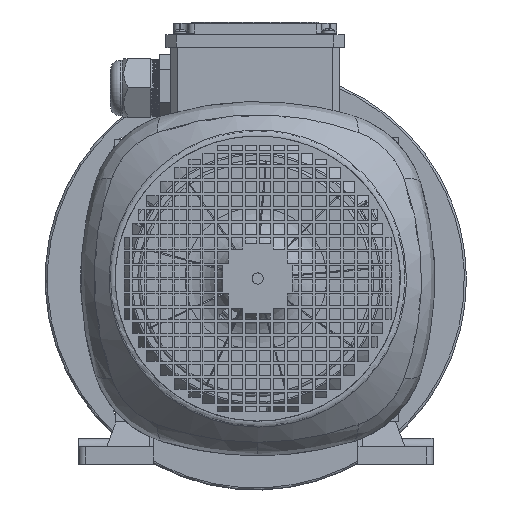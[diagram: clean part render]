
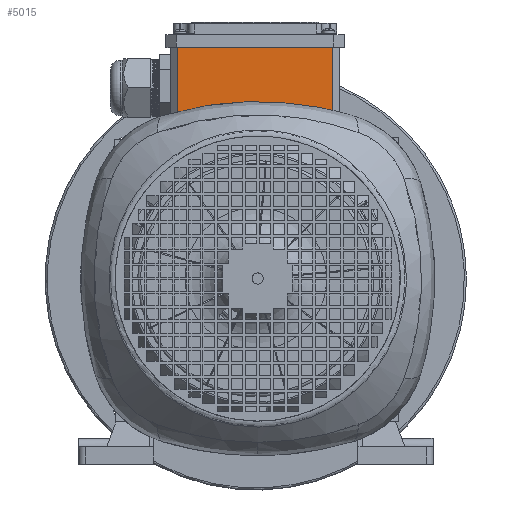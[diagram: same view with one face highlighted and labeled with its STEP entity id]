
A CAD part, top view. The second image highlights one B-rep face of the part: STEP entity #5015.
In plain terms, the highlighted planar face has unit normal (0, 0, 1).
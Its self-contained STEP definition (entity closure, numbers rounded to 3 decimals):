
#5015=ADVANCED_FACE('',(#12434),#8999,.T.);
#8999=PLANE('',#83634);
#12434=FACE_OUTER_BOUND('',#17104,.T.);
#17104=EDGE_LOOP('',(#30238,#30239,#30240,#30241,#30242,#30243,#30244,#30245,
#30246,#30247,#30248,#30249,#30250,#30251,#30252,#30253,#30254,#30255));
#30238=ORIENTED_EDGE('',*,*,#60223,.F.);
#30239=ORIENTED_EDGE('',*,*,#61063,.F.);
#30240=ORIENTED_EDGE('',*,*,#60247,.F.);
#30241=ORIENTED_EDGE('',*,*,#61064,.T.);
#30242=ORIENTED_EDGE('',*,*,#60323,.F.);
#30243=ORIENTED_EDGE('',*,*,#61065,.T.);
#30244=ORIENTED_EDGE('',*,*,#60340,.F.);
#30245=ORIENTED_EDGE('',*,*,#61066,.T.);
#30246=ORIENTED_EDGE('',*,*,#60363,.F.);
#30247=ORIENTED_EDGE('',*,*,#61067,.T.);
#30248=ORIENTED_EDGE('',*,*,#61068,.T.);
#30249=ORIENTED_EDGE('',*,*,#61069,.T.);
#30250=ORIENTED_EDGE('',*,*,#60390,.F.);
#30251=ORIENTED_EDGE('',*,*,#61070,.T.);
#30252=ORIENTED_EDGE('',*,*,#60420,.F.);
#30253=ORIENTED_EDGE('',*,*,#61071,.T.);
#30254=ORIENTED_EDGE('',*,*,#60440,.F.);
#30255=ORIENTED_EDGE('',*,*,#61054,.F.);
#49554=VERTEX_POINT('',#111007);
#49559=VERTEX_POINT('',#111042);
#49569=VERTEX_POINT('',#111098);
#49577=VERTEX_POINT('',#111152);
#49591=VERTEX_POINT('',#111228);
#49625=VERTEX_POINT('',#111441);
#49640=VERTEX_POINT('',#111526);
#49652=VERTEX_POINT('',#111592);
#49668=VERTEX_POINT('',#111686);
#49677=VERTEX_POINT('',#111741);
#49682=VERTEX_POINT('',#111776);
#50192=VERTEX_POINT('',#117894);
#50193=VERTEX_POINT('',#117899);
#50211=VERTEX_POINT('',#118019);
#50212=VERTEX_POINT('',#118020);
#50293=VERTEX_POINT('',#118846);
#50734=VERTEX_POINT('',#125335);
#50735=VERTEX_POINT('',#125340);
#60223=EDGE_CURVE('',#50192,#50193,#73410,.T.);
#60247=EDGE_CURVE('',#50211,#50212,#73434,.T.);
#60323=EDGE_CURVE('',#49559,#49554,#73510,.T.);
#60340=EDGE_CURVE('',#49577,#49569,#73527,.T.);
#60363=EDGE_CURVE('',#50293,#49591,#73550,.T.);
#60390=EDGE_CURVE('',#49640,#49625,#73577,.T.);
#60420=EDGE_CURVE('',#49668,#49652,#73607,.T.);
#60440=EDGE_CURVE('',#49682,#49677,#73627,.T.);
#61054=EDGE_CURVE('',#50193,#49682,#74194,.T.);
#61063=EDGE_CURVE('',#50212,#50192,#74203,.T.);
#61064=EDGE_CURVE('',#50211,#49554,#74204,.T.);
#61065=EDGE_CURVE('',#49559,#49569,#74205,.T.);
#61066=EDGE_CURVE('',#49577,#49591,#74206,.T.);
#61067=EDGE_CURVE('',#50293,#50734,#74207,.T.);
#61068=EDGE_CURVE('',#50734,#50735,#74208,.T.);
#61069=EDGE_CURVE('',#50735,#49625,#74209,.T.);
#61070=EDGE_CURVE('',#49640,#49652,#74210,.T.);
#61071=EDGE_CURVE('',#49668,#49677,#74211,.T.);
#73410=B_SPLINE_CURVE_WITH_KNOTS('',3,(#117895,#117896,#117897,#117898),
 .UNSPECIFIED.,.F.,.F.,(4,4),(0.,1.),.UNSPECIFIED.);
#73434=B_SPLINE_CURVE_WITH_KNOTS('',3,(#118015,#118016,#118017,#118018),
 .UNSPECIFIED.,.F.,.F.,(4,4),(0.,1.),.UNSPECIFIED.);
#73510=B_SPLINE_CURVE_WITH_KNOTS('',3,(#118648,#118649,#118650,#118651),
 .UNSPECIFIED.,.F.,.F.,(4,4),(0.,1.),.UNSPECIFIED.);
#73527=B_SPLINE_CURVE_WITH_KNOTS('',3,(#118732,#118733,#118734,#118735),
 .UNSPECIFIED.,.F.,.F.,(4,4),(0.,1.),.UNSPECIFIED.);
#73550=B_SPLINE_CURVE_WITH_KNOTS('',3,(#118847,#118848,#118849,#118850),
 .UNSPECIFIED.,.F.,.F.,(4,4),(0.,1.),.UNSPECIFIED.);
#73577=B_SPLINE_CURVE_WITH_KNOTS('',3,(#118991,#118992,#118993,#118994),
 .UNSPECIFIED.,.F.,.F.,(4,4),(0.,1.),.UNSPECIFIED.);
#73607=B_SPLINE_CURVE_WITH_KNOTS('',3,(#119137,#119138,#119139,#119140),
 .UNSPECIFIED.,.F.,.F.,(4,4),(0.,1.),.UNSPECIFIED.);
#73627=B_SPLINE_CURVE_WITH_KNOTS('',3,(#119236,#119237,#119238,#119239),
 .UNSPECIFIED.,.F.,.F.,(4,4),(0.,1.),.UNSPECIFIED.);
#74194=B_SPLINE_CURVE_WITH_KNOTS('',3,(#125269,#125270,#125271,#125272),
 .UNSPECIFIED.,.F.,.F.,(4,4),(0.,1.),.UNSPECIFIED.);
#74203=B_SPLINE_CURVE_WITH_KNOTS('',3,(#125314,#125315,#125316,#125317),
 .UNSPECIFIED.,.F.,.F.,(4,4),(0.,1.),.UNSPECIFIED.);
#74204=B_SPLINE_CURVE_WITH_KNOTS('',3,(#125319,#125320,#125321,#125322),
 .UNSPECIFIED.,.F.,.F.,(4,4),(0.,1.),.UNSPECIFIED.);
#74205=B_SPLINE_CURVE_WITH_KNOTS('',3,(#125323,#125324,#125325,#125326),
 .UNSPECIFIED.,.F.,.F.,(4,4),(0.,1.),.UNSPECIFIED.);
#74206=B_SPLINE_CURVE_WITH_KNOTS('',3,(#125327,#125328,#125329,#125330),
 .UNSPECIFIED.,.F.,.F.,(4,4),(0.,1.),.UNSPECIFIED.);
#74207=B_SPLINE_CURVE_WITH_KNOTS('',3,(#125331,#125332,#125333,#125334),
 .UNSPECIFIED.,.F.,.F.,(4,4),(0.,1.),.UNSPECIFIED.);
#74208=B_SPLINE_CURVE_WITH_KNOTS('',3,(#125336,#125337,#125338,#125339),
 .UNSPECIFIED.,.F.,.F.,(4,4),(0.,1.),.UNSPECIFIED.);
#74209=B_SPLINE_CURVE_WITH_KNOTS('',3,(#125341,#125342,#125343,#125344),
 .UNSPECIFIED.,.F.,.F.,(4,4),(0.,1.),.UNSPECIFIED.);
#74210=B_SPLINE_CURVE_WITH_KNOTS('',3,(#125345,#125346,#125347,#125348),
 .UNSPECIFIED.,.F.,.F.,(4,4),(0.,1.),.UNSPECIFIED.);
#74211=B_SPLINE_CURVE_WITH_KNOTS('',3,(#125349,#125350,#125351,#125352),
 .UNSPECIFIED.,.F.,.F.,(4,4),(0.,1.),.UNSPECIFIED.);
#83634=AXIS2_PLACEMENT_3D('',#125353,#89286,#89287);
#89286=DIRECTION('',(0.,0.,1.));
#89287=DIRECTION('',(1.,0.,0.));
#111007=CARTESIAN_POINT('',(-42.087,108.,245.4));
#111042=CARTESIAN_POINT('',(-39.921,108.,245.4));
#111098=CARTESIAN_POINT('',(-28.157,108.,245.4));
#111152=CARTESIAN_POINT('',(-25.843,108.,245.4));
#111228=CARTESIAN_POINT('',(-14.192,108.,245.4));
#111441=CARTESIAN_POINT('',(11.808,108.,245.4));
#111526=CARTESIAN_POINT('',(14.192,108.,245.4));
#111592=CARTESIAN_POINT('',(25.843,108.,245.4));
#111686=CARTESIAN_POINT('',(28.157,108.,245.4));
#111741=CARTESIAN_POINT('',(39.921,108.,245.4));
#111776=CARTESIAN_POINT('',(42.087,108.,245.4));
#117894=CARTESIAN_POINT('',(54.5,165.,245.4));
#117895=CARTESIAN_POINT('',(54.5,165.,245.4));
#117896=CARTESIAN_POINT('',(54.5,146.,245.4));
#117897=CARTESIAN_POINT('',(54.5,127.,245.4));
#117898=CARTESIAN_POINT('',(54.5,108.,245.4));
#117899=CARTESIAN_POINT('',(54.5,108.,245.4));
#118015=CARTESIAN_POINT('',(-55.5,108.,245.4));
#118016=CARTESIAN_POINT('',(-55.5,127.,245.4));
#118017=CARTESIAN_POINT('',(-55.5,146.,245.4));
#118018=CARTESIAN_POINT('',(-55.5,165.,245.4));
#118019=CARTESIAN_POINT('',(-55.5,108.,245.4));
#118020=CARTESIAN_POINT('',(-55.5,165.,245.4));
#118648=CARTESIAN_POINT('',(-39.921,108.,245.4));
#118649=CARTESIAN_POINT('',(-40.643,108.,245.4));
#118650=CARTESIAN_POINT('',(-41.365,108.,245.4));
#118651=CARTESIAN_POINT('',(-42.087,108.,245.4));
#118732=CARTESIAN_POINT('',(-25.843,108.,245.4));
#118733=CARTESIAN_POINT('',(-26.614,108.,245.4));
#118734=CARTESIAN_POINT('',(-27.386,108.,245.4));
#118735=CARTESIAN_POINT('',(-28.157,108.,245.4));
#118846=CARTESIAN_POINT('',(-11.808,108.,245.4));
#118847=CARTESIAN_POINT('',(-11.808,108.,245.4));
#118848=CARTESIAN_POINT('',(-12.603,108.,245.4));
#118849=CARTESIAN_POINT('',(-13.397,108.,245.4));
#118850=CARTESIAN_POINT('',(-14.192,108.,245.4));
#118991=CARTESIAN_POINT('',(14.192,108.,245.4));
#118992=CARTESIAN_POINT('',(13.397,108.,245.4));
#118993=CARTESIAN_POINT('',(12.603,108.,245.4));
#118994=CARTESIAN_POINT('',(11.808,108.,245.4));
#119137=CARTESIAN_POINT('',(28.157,108.,245.4));
#119138=CARTESIAN_POINT('',(27.386,108.,245.4));
#119139=CARTESIAN_POINT('',(26.614,108.,245.4));
#119140=CARTESIAN_POINT('',(25.843,108.,245.4));
#119236=CARTESIAN_POINT('',(42.087,108.,245.4));
#119237=CARTESIAN_POINT('',(41.365,108.,245.4));
#119238=CARTESIAN_POINT('',(40.643,108.,245.4));
#119239=CARTESIAN_POINT('',(39.921,108.,245.4));
#125269=CARTESIAN_POINT('',(54.5,108.,245.4));
#125270=CARTESIAN_POINT('',(50.362,108.,245.4));
#125271=CARTESIAN_POINT('',(46.225,108.,245.4));
#125272=CARTESIAN_POINT('',(42.087,108.,245.4));
#125314=CARTESIAN_POINT('',(-55.5,165.,245.4));
#125315=CARTESIAN_POINT('',(-18.833,165.,245.4));
#125316=CARTESIAN_POINT('',(17.833,165.,245.4));
#125317=CARTESIAN_POINT('',(54.5,165.,245.4));
#125319=CARTESIAN_POINT('',(-55.5,108.,245.4));
#125320=CARTESIAN_POINT('',(-51.029,108.,245.4));
#125321=CARTESIAN_POINT('',(-46.558,108.,245.4));
#125322=CARTESIAN_POINT('',(-42.087,108.,245.4));
#125323=CARTESIAN_POINT('',(-39.921,108.,245.4));
#125324=CARTESIAN_POINT('',(-36.,108.,245.4));
#125325=CARTESIAN_POINT('',(-32.079,108.,245.4));
#125326=CARTESIAN_POINT('',(-28.157,108.,245.4));
#125327=CARTESIAN_POINT('',(-25.843,108.,245.4));
#125328=CARTESIAN_POINT('',(-21.959,108.,245.4));
#125329=CARTESIAN_POINT('',(-18.076,108.,245.4));
#125330=CARTESIAN_POINT('',(-14.192,108.,245.4));
#125331=CARTESIAN_POINT('',(-11.808,108.,245.4));
#125332=CARTESIAN_POINT('',(-8.275,108.,245.4));
#125333=CARTESIAN_POINT('',(-4.742,108.,245.4));
#125334=CARTESIAN_POINT('',(-1.209,108.,245.4));
#125335=CARTESIAN_POINT('',(-1.209,108.,245.4));
#125336=CARTESIAN_POINT('',(-1.209,108.,245.4));
#125337=CARTESIAN_POINT('',(-0.403,108.,245.4));
#125338=CARTESIAN_POINT('',(0.403,108.,245.4));
#125339=CARTESIAN_POINT('',(1.209,108.,245.4));
#125340=CARTESIAN_POINT('',(1.209,108.,245.4));
#125341=CARTESIAN_POINT('',(1.209,108.,245.4));
#125342=CARTESIAN_POINT('',(4.742,108.,245.4));
#125343=CARTESIAN_POINT('',(8.275,108.,245.4));
#125344=CARTESIAN_POINT('',(11.808,108.,245.4));
#125345=CARTESIAN_POINT('',(14.192,108.,245.4));
#125346=CARTESIAN_POINT('',(18.076,108.,245.4));
#125347=CARTESIAN_POINT('',(21.959,108.,245.4));
#125348=CARTESIAN_POINT('',(25.843,108.,245.4));
#125349=CARTESIAN_POINT('',(28.157,108.,245.4));
#125350=CARTESIAN_POINT('',(32.079,108.,245.4));
#125351=CARTESIAN_POINT('',(36.,108.,245.4));
#125352=CARTESIAN_POINT('',(39.921,108.,245.4));
#125353=CARTESIAN_POINT('',(54.6,165.1,245.4));
